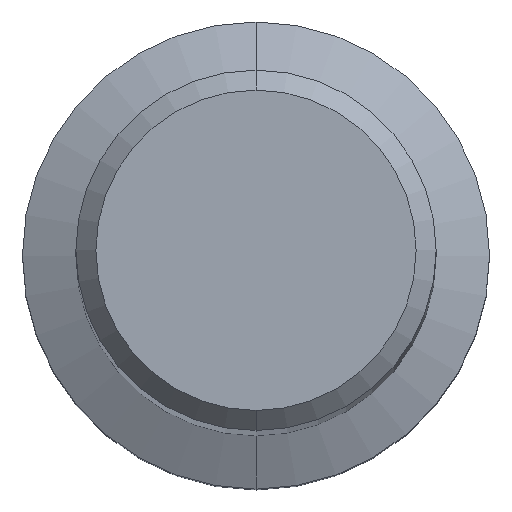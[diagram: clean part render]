
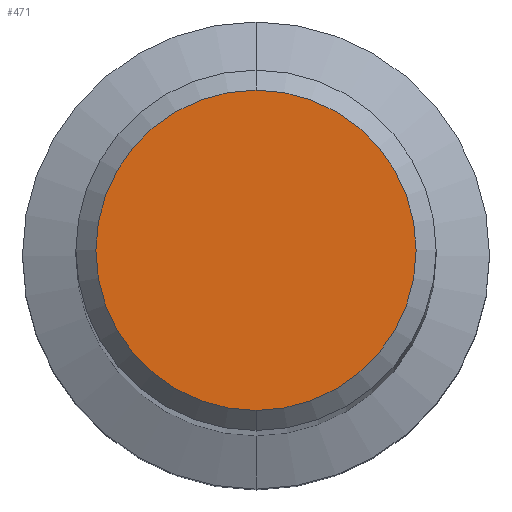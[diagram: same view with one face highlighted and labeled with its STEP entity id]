
A CAD part, top view. The second image highlights one B-rep face of the part: STEP entity #471.
In plain terms, the highlighted planar face has unit normal (0, 0, 1).
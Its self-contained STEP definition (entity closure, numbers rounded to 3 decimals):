
#215=EDGE_CURVE('',#227,#411,#571,.T.);
#227=VERTEX_POINT('',#586);
#267=EDGE_CURVE('',#411,#227,#630,.T.);
#411=VERTEX_POINT('',#786);
#471=ADVANCED_FACE('',(#853),#854,.T.);
#571=CIRCLE('',#964,4.8);
#586=CARTESIAN_POINT('',(0.,-4.8,0.0));
#630=CIRCLE('',#1078,4.8);
#786=CARTESIAN_POINT('',(0.0,4.8,0.0));
#853=FACE_OUTER_BOUND('',#1497,.T.);
#854=PLANE('',#1498);
#964=AXIS2_PLACEMENT_3D('',#1702,#1703,#1704);
#1078=AXIS2_PLACEMENT_3D('',#1773,#1774,#1775);
#1497=EDGE_LOOP('',(#2002,#2003));
#1498=AXIS2_PLACEMENT_3D('',#2004,#2005,#2006);
#1702=CARTESIAN_POINT('',(0.0,0.0,0.0));
#1703=DIRECTION('',(0.0,0.0,-1.0));
#1704=DIRECTION('',(0.0,1.0,0.0));
#1773=CARTESIAN_POINT('',(0.0,0.0,0.0));
#1774=DIRECTION('',(0.0,0.0,-1.0));
#1775=DIRECTION('',(0.0,1.0,0.0));
#2002=ORIENTED_EDGE('',*,*,#267,.F.);
#2003=ORIENTED_EDGE('',*,*,#215,.F.);
#2004=CARTESIAN_POINT('',(0.0,2.4,0.0));
#2005=DIRECTION('',(-0.0,0.0,1.0));
#2006=DIRECTION('',(0.0,-1.0,0.0));
